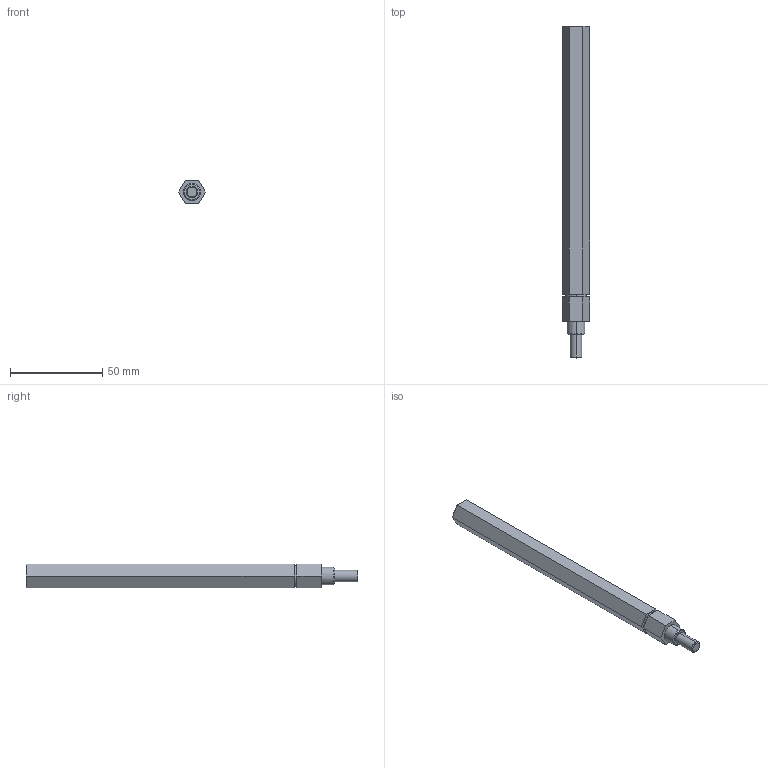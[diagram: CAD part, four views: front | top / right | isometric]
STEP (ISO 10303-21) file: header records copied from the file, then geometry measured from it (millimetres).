
FILE_DESCRIPTION (( 'STEP AP214' ), '1' );
FILE_NAME ('am-0396 TB Hex Long Output Shaft.STEP', '2014-01-27T15:16:20', ( '' ), ( '' ), 'SwSTEP 2.0', 'SolidWorks 2010', '' );
FILE_SCHEMA (( 'AUTOMOTIVE_DESIGN' ));
Length unit declared in the file: inch
Products named in the file (1): am-0396 TB Hex Long Output Shaft
Bounding box: 14.66 x 179.83 x 12.7 mm (x, y, z)
Volume: 22583.1 mm3; surface area: 8211.2 mm2
Topology: 1 solids, 1 shells, 37 faces, 80 edges, 50 vertices
Faces by surface type: plane 25, cylinder 8, cone 4
Entity records: 1034 total; most frequent: DIRECTION 176, CARTESIAN_POINT 168, ORIENTED_EDGE 160, EDGE_CURVE 80, LINE 60, VECTOR 60, AXIS2_PLACEMENT_3D 58, VERTEX_POINT 50
